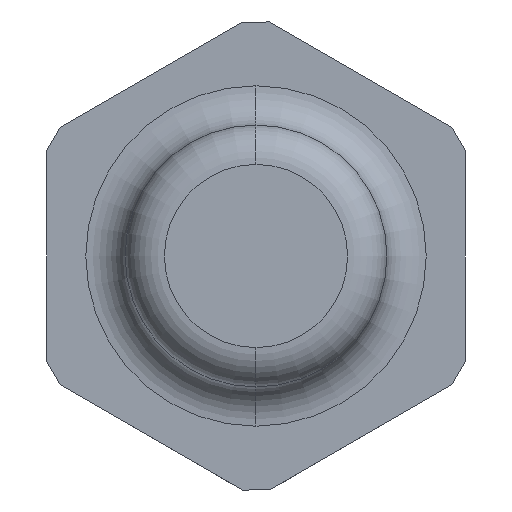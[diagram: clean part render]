
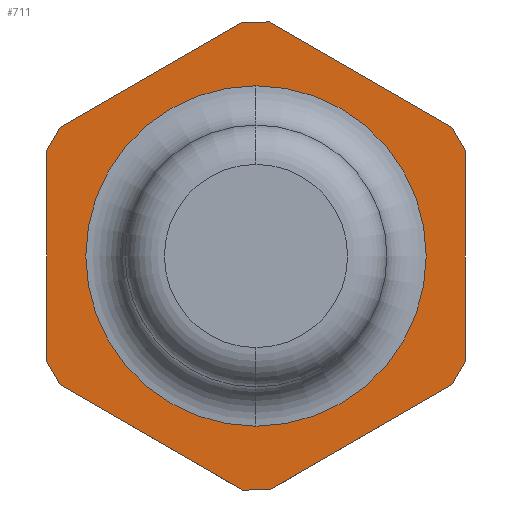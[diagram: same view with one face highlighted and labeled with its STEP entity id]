
A CAD part, front view. The second image highlights one B-rep face of the part: STEP entity #711.
In plain terms, the highlighted planar face has unit normal (0, -1, 0).
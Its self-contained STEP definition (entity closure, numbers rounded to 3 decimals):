
#94 = VERTEX_POINT ( 'NONE', #424 ) ;
#95 = VERTEX_POINT ( 'NONE', #425 ) ;
#96 = VERTEX_POINT ( 'NONE', #426 ) ;
#99 = VERTEX_POINT ( 'NONE', #429 ) ;
#100 = VERTEX_POINT ( 'NONE', #430 ) ;
#104 = VERTEX_POINT ( 'NONE', #434 ) ;
#106 = VERTEX_POINT ( 'NONE', #436 ) ;
#107 = VERTEX_POINT ( 'NONE', #437 ) ;
#108 = VERTEX_POINT ( 'NONE', #438 ) ;
#109 = VERTEX_POINT ( 'NONE', #439 ) ;
#110 = VERTEX_POINT ( 'NONE', #440 ) ;
#111 = VERTEX_POINT ( 'NONE', #441 ) ;
#113 = VERTEX_POINT ( 'NONE', #443 ) ;
#115 = VERTEX_POINT ( 'NONE', #445 ) ;
#151 = ORIENTED_EDGE ( 'NONE', *, *, #798, .F. ) ;
#172 = ORIENTED_EDGE ( 'NONE', *, *, #735, .F. ) ;
#174 = ORIENTED_EDGE ( 'NONE', *, *, #1701, .F. ) ;
#175 = ORIENTED_EDGE ( 'NONE', *, *, #1735, .T. ) ;
#176 = ORIENTED_EDGE ( 'NONE', *, *, #1711, .F. ) ;
#177 = ORIENTED_EDGE ( 'NONE', *, *, #1734, .F. ) ;
#178 = ORIENTED_EDGE ( 'NONE', *, *, #1744, .F. ) ;
#255 = ORIENTED_EDGE ( 'NONE', *, *, #820, .F. ) ;
#269 = EDGE_LOOP ( 'NONE', ( #318, #175 ) ) ;
#270 = EDGE_LOOP ( 'NONE', ( #315, #177, #176, #178, #174, #320, #317, #255, #172, #408, #151, #419 ) ) ;
#315 = ORIENTED_EDGE ( 'NONE', *, *, #1720, .F. ) ;
#317 = ORIENTED_EDGE ( 'NONE', *, *, #1712, .F. ) ;
#318 = ORIENTED_EDGE ( 'NONE', *, *, #1668, .T. ) ;
#320 = ORIENTED_EDGE ( 'NONE', *, *, #1741, .F. ) ;
#326 = AXIS2_PLACEMENT_3D ( 'NONE', #540, #541, #542 ) ;
#353 = VECTOR ( 'NONE', #650, 1000. ) ;
#408 = ORIENTED_EDGE ( 'NONE', *, *, #767, .F. ) ;
#419 = ORIENTED_EDGE ( 'NONE', *, *, #827, .F. ) ;
#424 = CARTESIAN_POINT ( 'NONE',  ( -7.48, 0., -4.919 ) ) ;
#425 = CARTESIAN_POINT ( 'NONE',  ( -8., 0., -4.019 ) ) ;
#426 = CARTESIAN_POINT ( 'NONE',  ( -8., 0., 4.019 ) ) ;
#429 = CARTESIAN_POINT ( 'NONE',  ( 7.48, 0., 4.919 ) ) ;
#430 = CARTESIAN_POINT ( 'NONE',  ( 8., 0., 4.019 ) ) ;
#434 = CARTESIAN_POINT ( 'NONE',  ( 0.52, 0., 8.938 ) ) ;
#436 = CARTESIAN_POINT ( 'NONE',  ( 0., 0., -6.5 ) ) ;
#437 = CARTESIAN_POINT ( 'NONE',  ( -0.52, 0., 8.938 ) ) ;
#438 = CARTESIAN_POINT ( 'NONE',  ( 0.52, 0., -8.938 ) ) ;
#439 = CARTESIAN_POINT ( 'NONE',  ( -7.48, 0., 4.919 ) ) ;
#440 = CARTESIAN_POINT ( 'NONE',  ( 8., 0., -4.019 ) ) ;
#441 = CARTESIAN_POINT ( 'NONE',  ( 7.48, 0., -4.919 ) ) ;
#443 = CARTESIAN_POINT ( 'NONE',  ( 0., 0., 6.5 ) ) ;
#445 = CARTESIAN_POINT ( 'NONE',  ( -0.52, 0., -8.938 ) ) ;
#539 = PLANE ( 'NONE',  #326 ) ;
#540 = CARTESIAN_POINT ( 'NONE',  ( -8., 0., -8.938 ) ) ;
#541 = DIRECTION ( 'NONE',  ( 0., 1., 0. ) ) ;
#542 = DIRECTION ( 'NONE',  ( 0., 0., 1. ) ) ;
#581 = LINE ( 'NONE', #582, #1553 ) ;
#582 = CARTESIAN_POINT ( 'NONE',  ( -8., 0., 4.019 ) ) ;
#583 = DIRECTION ( 'NONE',  ( 0.5, 0., 0.866 ) ) ;
#648 = LINE ( 'NONE', #649, #353 ) ;
#649 = CARTESIAN_POINT ( 'NONE',  ( -8., 0., -4.019 ) ) ;
#650 = DIRECTION ( 'NONE',  ( 0., 0., 1. ) ) ;
#711 = ADVANCED_FACE ( 'NONE', ( #940, #939 ), #539, .F. ) ;
#735 = EDGE_CURVE ( 'NONE', #96, #109, #581, .T. ) ;
#767 = EDGE_CURVE ( 'NONE', #95, #96, #648, .T. ) ;
#798 = EDGE_CURVE ( 'NONE', #94, #95, #965, .T. ) ;
#800 = CIRCLE ( 'NONE', #884, 6.5 ) ;
#820 = EDGE_CURVE ( 'NONE', #109, #107, #998, .T. ) ;
#825 = CIRCLE ( 'NONE', #1572, 6.5 ) ;
#827 = EDGE_CURVE ( 'NONE', #115, #94, #1013, .T. ) ;
#851 = VECTOR ( 'NONE', #967, 1000. ) ;
#863 = VECTOR ( 'NONE', #1000, 1000. ) ;
#869 = VECTOR ( 'NONE', #1015, 1000. ) ;
#884 = AXIS2_PLACEMENT_3D ( 'NONE', #1047, #1048, #1049 ) ;
#891 = VECTOR ( 'NONE', #1158, 1000. ) ;
#903 = VECTOR ( 'NONE', #1192, 1000. ) ;
#905 = VECTOR ( 'NONE', #1195, 1000. ) ;
#915 = VECTOR ( 'NONE', #1221, 1000. ) ;
#939 = FACE_OUTER_BOUND ( 'NONE', #270, .T. ) ;
#940 = FACE_BOUND ( 'NONE', #269, .T. ) ;
#965 = LINE ( 'NONE', #966, #851 ) ;
#966 = CARTESIAN_POINT ( 'NONE',  ( -7.48, 0., -4.919 ) ) ;
#967 = DIRECTION ( 'NONE',  ( -0.5, 0., 0.866 ) ) ;
#998 = LINE ( 'NONE', #999, #863 ) ;
#999 = CARTESIAN_POINT ( 'NONE',  ( -7.48, 0., 4.919 ) ) ;
#1000 = DIRECTION ( 'NONE',  ( 0.866, 0., 0.5 ) ) ;
#1013 = LINE ( 'NONE', #1014, #869 ) ;
#1014 = CARTESIAN_POINT ( 'NONE',  ( -0.52, 0., -8.938 ) ) ;
#1015 = DIRECTION ( 'NONE',  ( -0.866, 0., 0.5 ) ) ;
#1047 = CARTESIAN_POINT ( 'NONE',  ( 0., 0., 0. ) ) ;
#1048 = DIRECTION ( 'NONE',  ( 0., 1., 0. ) ) ;
#1049 = DIRECTION ( 'NONE',  ( 0., 0., 1. ) ) ;
#1156 = LINE ( 'NONE', #1157, #891 ) ;
#1157 = CARTESIAN_POINT ( 'NONE',  ( 7.48, 0., 4.919 ) ) ;
#1158 = DIRECTION ( 'NONE',  ( 0.5, 0., -0.866 ) ) ;
#1190 = LINE ( 'NONE', #1191, #903 ) ;
#1191 = CARTESIAN_POINT ( 'NONE',  ( 8., 0., -4.019 ) ) ;
#1192 = DIRECTION ( 'NONE',  ( -0.5, 0., -0.866 ) ) ;
#1193 = LINE ( 'NONE', #1194, #905 ) ;
#1194 = CARTESIAN_POINT ( 'NONE',  ( -0.52, 0., 8.938 ) ) ;
#1195 = DIRECTION ( 'NONE',  ( 1., 0., 0. ) ) ;
#1219 = LINE ( 'NONE', #1220, #915 ) ;
#1220 = CARTESIAN_POINT ( 'NONE',  ( 0.52, 0., -8.938 ) ) ;
#1221 = DIRECTION ( 'NONE',  ( -1., 0., 0. ) ) ;
#1269 = CARTESIAN_POINT ( 'NONE',  ( 0., 0., 0. ) ) ;
#1270 = LINE ( 'NONE', #1271, #1575 ) ;
#1271 = CARTESIAN_POINT ( 'NONE',  ( 7.48, 0., -4.919 ) ) ;
#1272 = DIRECTION ( 'NONE',  ( -0.866, 0., -0.5 ) ) ;
#1273 = DIRECTION ( 'NONE',  ( 0., 1., 0. ) ) ;
#1274 = DIRECTION ( 'NONE',  ( 0., 0., 1. ) ) ;
#1292 = LINE ( 'NONE', #1293, #1584 ) ;
#1293 = CARTESIAN_POINT ( 'NONE',  ( 0.52, 0., 8.938 ) ) ;
#1294 = DIRECTION ( 'NONE',  ( 0.866, 0., -0.5 ) ) ;
#1301 = LINE ( 'NONE', #1302, #1586 ) ;
#1302 = CARTESIAN_POINT ( 'NONE',  ( 8., 0., 4.019 ) ) ;
#1303 = DIRECTION ( 'NONE',  ( 0., 0., -1. ) ) ;
#1553 = VECTOR ( 'NONE', #583, 1000. ) ;
#1572 = AXIS2_PLACEMENT_3D ( 'NONE', #1269, #1273, #1274 ) ;
#1575 = VECTOR ( 'NONE', #1272, 1000. ) ;
#1584 = VECTOR ( 'NONE', #1294, 1000. ) ;
#1586 = VECTOR ( 'NONE', #1303, 1000. ) ;
#1668 = EDGE_CURVE ( 'NONE', #113, #106, #800, .T. ) ;
#1701 = EDGE_CURVE ( 'NONE', #99, #100, #1156, .T. ) ;
#1711 = EDGE_CURVE ( 'NONE', #110, #111, #1190, .T. ) ;
#1712 = EDGE_CURVE ( 'NONE', #107, #104, #1193, .T. ) ;
#1720 = EDGE_CURVE ( 'NONE', #108, #115, #1219, .T. ) ;
#1734 = EDGE_CURVE ( 'NONE', #111, #108, #1270, .T. ) ;
#1735 = EDGE_CURVE ( 'NONE', #106, #113, #825, .T. ) ;
#1741 = EDGE_CURVE ( 'NONE', #104, #99, #1292, .T. ) ;
#1744 = EDGE_CURVE ( 'NONE', #100, #110, #1301, .T. ) ;
